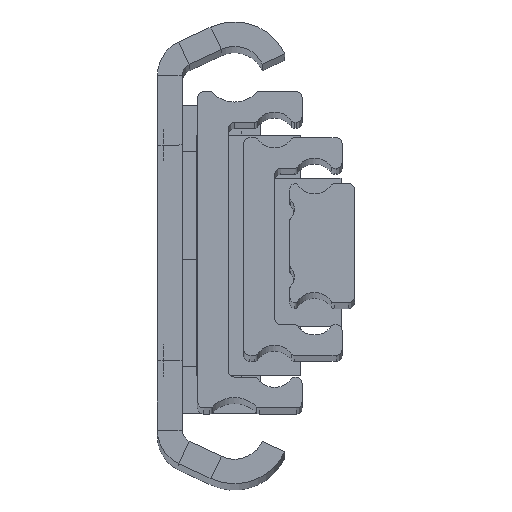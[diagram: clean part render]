
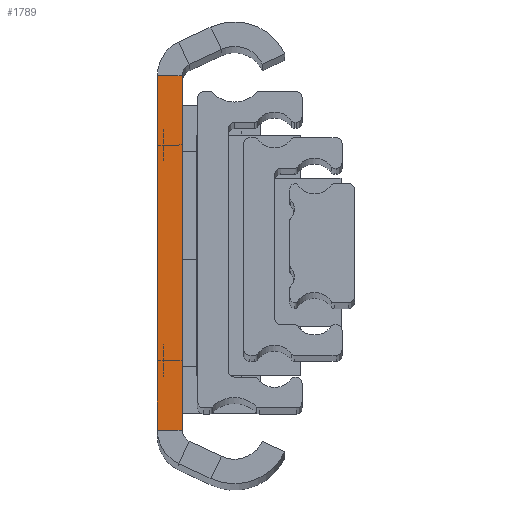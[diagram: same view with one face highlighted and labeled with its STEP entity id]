
A CAD part, top view. The second image highlights one B-rep face of the part: STEP entity #1789.
In plain terms, the highlighted planar face has unit normal (0, 0, 1).
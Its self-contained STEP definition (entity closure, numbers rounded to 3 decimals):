
#33 = VECTOR ( 'NONE', #4173, 1000. ) ;
#143 = VERTEX_POINT ( 'NONE', #1655 ) ;
#284 = LINE ( 'NONE', #2965, #1277 ) ;
#387 = CARTESIAN_POINT ( 'NONE',  ( 0., 28.779, 0. ) ) ;
#556 = DIRECTION ( 'NONE',  ( -1., 0., 0. ) ) ;
#795 = ORIENTED_EDGE ( 'NONE', *, *, #6172, .T. ) ;
#912 = DIRECTION ( 'NONE',  ( 0., 0., -1. ) ) ;
#992 = AXIS2_PLACEMENT_3D ( 'NONE', #2433, #912, #5115 ) ;
#1277 = VECTOR ( 'NONE', #4530, 1000. ) ;
#1560 = LINE ( 'NONE', #6457, #2593 ) ;
#1655 = CARTESIAN_POINT ( 'NONE',  ( 0., -28.779, 0. ) ) ;
#1789 = ADVANCED_FACE ( 'NONE', ( #4010 ), #2971, .F. ) ;
#1892 = ORIENTED_EDGE ( 'NONE', *, *, #3237, .F. ) ;
#2320 = LINE ( 'NONE', #5003, #3610 ) ;
#2432 = EDGE_LOOP ( 'NONE', ( #1892, #3948, #2670, #795 ) ) ;
#2433 = CARTESIAN_POINT ( 'NONE',  ( 0., 28.779, 0. ) ) ;
#2560 = CARTESIAN_POINT ( 'NONE',  ( 4., -28.779, 0. ) ) ;
#2593 = VECTOR ( 'NONE', #556, 1000. ) ;
#2670 = ORIENTED_EDGE ( 'NONE', *, *, #4845, .T. ) ;
#2965 = CARTESIAN_POINT ( 'NONE',  ( 0., 28.779, 0. ) ) ;
#2971 = PLANE ( 'NONE',  #992 ) ;
#3237 = EDGE_CURVE ( 'NONE', #5246, #143, #1560, .T. ) ;
#3239 = CARTESIAN_POINT ( 'NONE',  ( 0., 28.779, 0. ) ) ;
#3579 = LINE ( 'NONE', #387, #33 ) ;
#3610 = VECTOR ( 'NONE', #6671, 1000. ) ;
#3826 = VERTEX_POINT ( 'NONE', #3239 ) ;
#3894 = EDGE_CURVE ( 'NONE', #4596, #5246, #2320, .T. ) ;
#3914 = CARTESIAN_POINT ( 'NONE',  ( 4., 28.779, 0. ) ) ;
#3948 = ORIENTED_EDGE ( 'NONE', *, *, #3894, .F. ) ;
#4010 = FACE_OUTER_BOUND ( 'NONE', #2432, .T. ) ;
#4173 = DIRECTION ( 'NONE',  ( -1., 0., 0. ) ) ;
#4530 = DIRECTION ( 'NONE',  ( 0., -1., 0. ) ) ;
#4596 = VERTEX_POINT ( 'NONE', #3914 ) ;
#4845 = EDGE_CURVE ( 'NONE', #4596, #3826, #3579, .T. ) ;
#5003 = CARTESIAN_POINT ( 'NONE',  ( 4., 28.779, 0. ) ) ;
#5115 = DIRECTION ( 'NONE',  ( 0., -1., 0. ) ) ;
#5246 = VERTEX_POINT ( 'NONE', #2560 ) ;
#6172 = EDGE_CURVE ( 'NONE', #3826, #143, #284, .T. ) ;
#6457 = CARTESIAN_POINT ( 'NONE',  ( 0., -28.779, 0. ) ) ;
#6671 = DIRECTION ( 'NONE',  ( 0., -1., 0. ) ) ;
